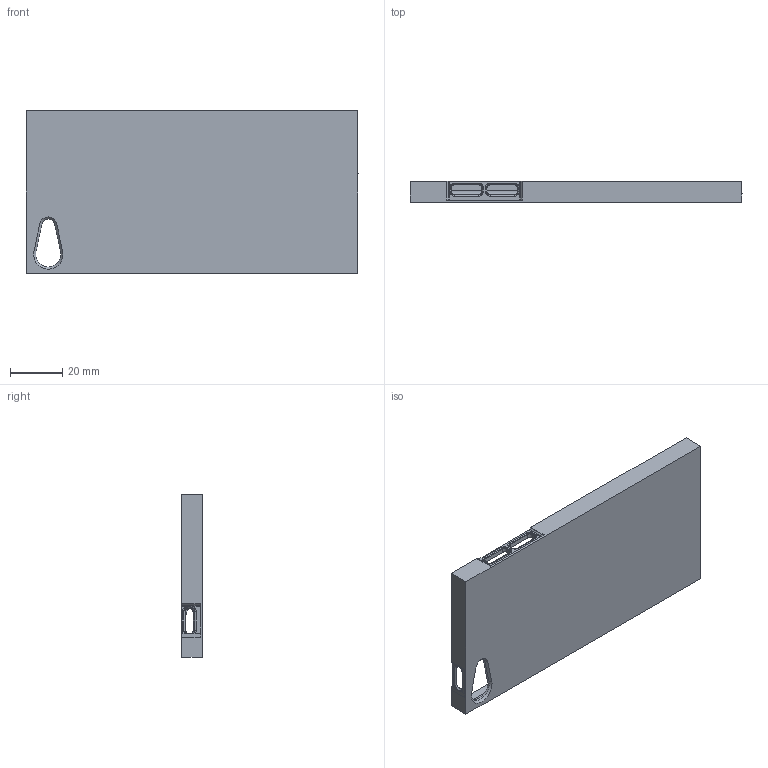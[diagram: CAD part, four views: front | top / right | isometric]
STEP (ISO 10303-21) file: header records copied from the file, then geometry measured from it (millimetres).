
FILE_DESCRIPTION(/* description */ (''),/* implementation_level */ '2;1');
FILE_NAME(/* name */ 'ipodcasev4.stp',/* time_stamp */ '2015-08-09T15:31:32-04:00',/* author */ ('Daniel Suo'),/* organization */ (''),/* preprocessor_version */ 'ST-DEVELOPER v15.2',/* originating_system */ 'Autodesk Inventor 2014',/* authorisation */ '');
FILE_SCHEMA (('AUTOMOTIVE_DESIGN { 1 0 10303 214 3 1 1 }'));
Length unit declared in the file: inch
Products named in the file (1): ipodcasev4
Bounding box: 126.87 x 7.92 x 61.98 mm (x, y, z)
Volume: 15822.4 mm3; surface area: 20088.2 mm2
Topology: 1 solids, 1 shells, 127 faces, 338 edges, 209 vertices
Faces by surface type: plane 45, cylinder 43, torus 17, cone 14, bspline 8
Full cylindrical faces by diameter (mm): 5.588 x1
Entity records: 4708 total; most frequent: CARTESIAN_POINT 1517, DIRECTION 675, ORIENTED_EDGE 662, EDGE_CURVE 331, AXIS2_PLACEMENT_3D 248, VERTEX_POINT 201, LINE 179, VECTOR 179
